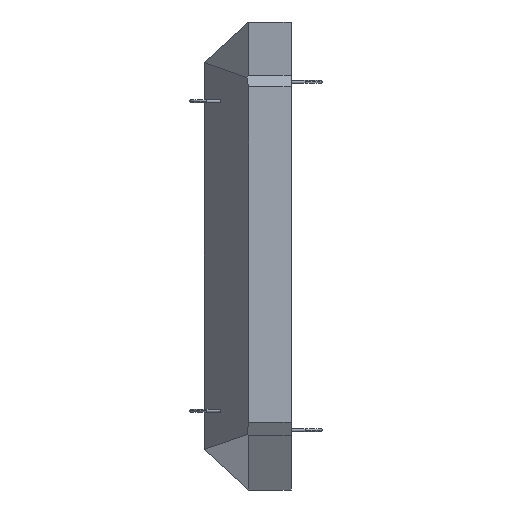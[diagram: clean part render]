
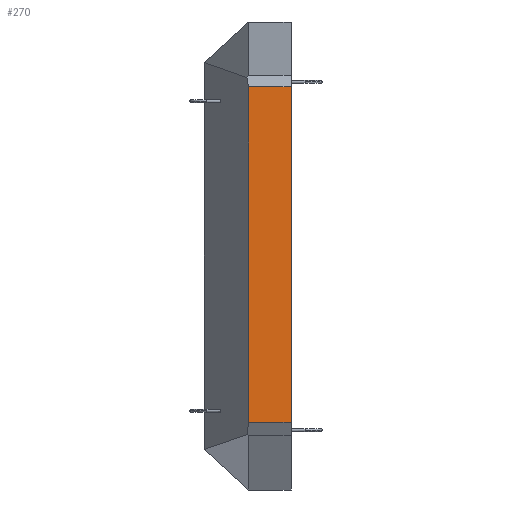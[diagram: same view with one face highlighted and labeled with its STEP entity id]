
A CAD part, left-side view. The second image highlights one B-rep face of the part: STEP entity #270.
In plain terms, the highlighted planar face has unit normal (-1, 0, 0).
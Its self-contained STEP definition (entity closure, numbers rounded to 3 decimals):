
#27 = VECTOR ( 'NONE', #28, 1000. ) ;
#28 = DIRECTION ( 'NONE',  ( 0., 0., 1. ) ) ;
#177 = VERTEX_POINT ( 'NONE', #535 ) ;
#270 = ADVANCED_FACE ( 'NONE', ( #2599 ), #2237, .F. ) ;
#394 = VECTOR ( 'NONE', #789, 1000. ) ;
#535 = CARTESIAN_POINT ( 'NONE',  ( -1145., 110., 437. ) ) ;
#621 = VECTOR ( 'NONE', #752, 1000. ) ;
#706 = VERTEX_POINT ( 'NONE', #1356 ) ;
#752 = DIRECTION ( 'NONE',  ( 0., 1., 0. ) ) ;
#789 = DIRECTION ( 'NONE',  ( 0., 0., 1. ) ) ;
#855 = CARTESIAN_POINT ( 'NONE',  ( -1145., 110., -429.468 ) ) ;
#882 = ORIENTED_EDGE ( 'NONE', *, *, #1157, .T. ) ;
#900 = LINE ( 'NONE', #2470, #394 ) ;
#926 = CARTESIAN_POINT ( 'NONE',  ( -1145., 0., 437. ) ) ;
#942 = LINE ( 'NONE', #2650, #621 ) ;
#1046 = ORIENTED_EDGE ( 'NONE', *, *, #1263, .F. ) ;
#1106 = VERTEX_POINT ( 'NONE', #926 ) ;
#1151 = CARTESIAN_POINT ( 'NONE',  ( -1145., 110., -429.468 ) ) ;
#1157 = EDGE_CURVE ( 'NONE', #1106, #177, #942, .T. ) ;
#1166 = DIRECTION ( 'NONE',  ( 0., 0., -1. ) ) ;
#1263 = EDGE_CURVE ( 'NONE', #1862, #177, #900, .T. ) ;
#1319 = ORIENTED_EDGE ( 'NONE', *, *, #2646, .T. ) ;
#1356 = CARTESIAN_POINT ( 'NONE',  ( -1145., 0., -429.468 ) ) ;
#1438 = VECTOR ( 'NONE', #1771, 1000. ) ;
#1771 = DIRECTION ( 'NONE',  ( 0., -1., 0. ) ) ;
#1862 = VERTEX_POINT ( 'NONE', #855 ) ;
#1868 = CARTESIAN_POINT ( 'NONE',  ( -1145., 0., -460. ) ) ;
#1879 = EDGE_CURVE ( 'NONE', #706, #1106, #2644, .T. ) ;
#1975 = AXIS2_PLACEMENT_3D ( 'NONE', #2452, #2426, #1166 ) ;
#2094 = ORIENTED_EDGE ( 'NONE', *, *, #1879, .T. ) ;
#2119 = EDGE_LOOP ( 'NONE', ( #1046, #1319, #2094, #882 ) ) ;
#2237 = PLANE ( 'NONE',  #1975 ) ;
#2426 = DIRECTION ( 'NONE',  ( 1., 0., 0. ) ) ;
#2452 = CARTESIAN_POINT ( 'NONE',  ( -1145., 110., -460. ) ) ;
#2470 = CARTESIAN_POINT ( 'NONE',  ( -1145., 110., 0. ) ) ;
#2599 = FACE_OUTER_BOUND ( 'NONE', #2119, .T. ) ;
#2644 = LINE ( 'NONE', #1868, #27 ) ;
#2646 = EDGE_CURVE ( 'NONE', #1862, #706, #2651, .T. ) ;
#2650 = CARTESIAN_POINT ( 'NONE',  ( -1145., 110., 437. ) ) ;
#2651 = LINE ( 'NONE', #1151, #1438 ) ;
